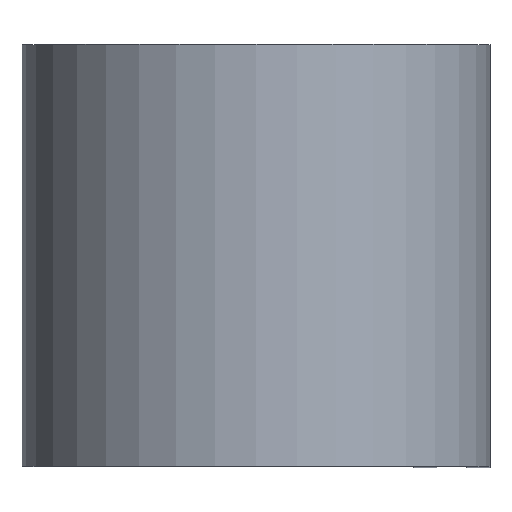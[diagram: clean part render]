
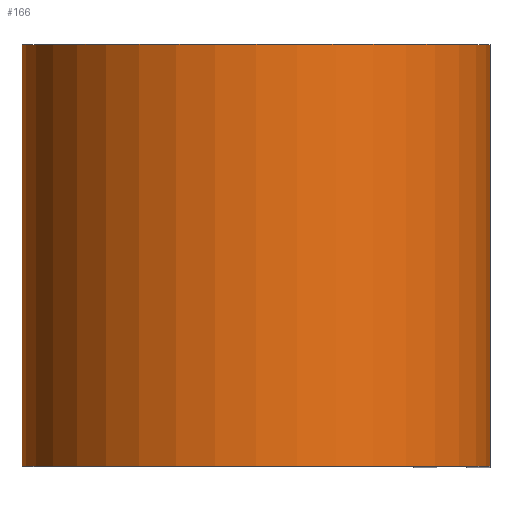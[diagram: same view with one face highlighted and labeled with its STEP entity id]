
A CAD part, top view. The second image highlights one B-rep face of the part: STEP entity #166.
In plain terms, the highlighted cylindrical face has radius 12.332 mm (diameter 24.663 mm), a partial arc.
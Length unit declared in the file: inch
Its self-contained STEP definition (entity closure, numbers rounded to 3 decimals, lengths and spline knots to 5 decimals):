
#43 = ORIENTED_EDGE ( 'NONE', *, *, #556, .T. ) ;
#47 = VERTEX_POINT ( 'NONE', #74 ) ;
#51 = ORIENTED_EDGE ( 'NONE', *, *, #185, .T. ) ;
#74 = CARTESIAN_POINT ( 'NONE',  ( 0., -0.4375, -0.4855 ) ) ;
#132 = EDGE_CURVE ( 'NONE', #380, #304, #632, .T. ) ;
#154 = CARTESIAN_POINT ( 'NONE',  ( 0., 0.4375, -0.4855 ) ) ;
#163 = DIRECTION ( 'NONE',  ( 0., -1., 0. ) ) ;
#166 = ADVANCED_FACE ( 'NONE', ( #703 ), #706, .T. ) ;
#185 = EDGE_CURVE ( 'NONE', #47, #356, #701, .T. ) ;
#224 = DIRECTION ( 'NONE',  ( 0., 1., 0. ) ) ;
#232 = EDGE_CURVE ( 'NONE', #304, #356, #461, .T. ) ;
#259 = CARTESIAN_POINT ( 'NONE',  ( 0.4855, 0.4375, 0. ) ) ;
#267 = CARTESIAN_POINT ( 'NONE',  ( 0., 0.4375, 0. ) ) ;
#271 = DIRECTION ( 'NONE',  ( 1., 0., 0. ) ) ;
#276 = DIRECTION ( 'NONE',  ( 0., 1., 0. ) ) ;
#279 = AXIS2_PLACEMENT_3D ( 'NONE', #267, #224, #562 ) ;
#280 = CARTESIAN_POINT ( 'NONE',  ( 0.4855, -0.4375, 0. ) ) ;
#304 = VERTEX_POINT ( 'NONE', #520 ) ;
#322 = DIRECTION ( 'NONE',  ( 0., 0., -1. ) ) ;
#325 = DIRECTION ( 'NONE',  ( 0., -1., 0. ) ) ;
#330 = CARTESIAN_POINT ( 'NONE',  ( 0., -0.4375, 0. ) ) ;
#353 = AXIS2_PLACEMENT_3D ( 'NONE', #330, #276, #271 ) ;
#356 = VERTEX_POINT ( 'NONE', #280 ) ;
#380 = VERTEX_POINT ( 'NONE', #514 ) ;
#411 = EDGE_LOOP ( 'NONE', ( #51, #722, #439, #43 ) ) ;
#418 = LINE ( 'NONE', #154, #468 ) ;
#424 = AXIS2_PLACEMENT_3D ( 'NONE', #435, #325, #322 ) ;
#435 = CARTESIAN_POINT ( 'NONE',  ( 0., 0.4375, 0. ) ) ;
#439 = ORIENTED_EDGE ( 'NONE', *, *, #132, .F. ) ;
#461 = LINE ( 'NONE', #259, #464 ) ;
#464 = VECTOR ( 'NONE', #551, 39.37008 ) ;
#468 = VECTOR ( 'NONE', #163, 39.37008 ) ;
#514 = CARTESIAN_POINT ( 'NONE',  ( 0., 0.4375, -0.4855 ) ) ;
#520 = CARTESIAN_POINT ( 'NONE',  ( 0.4855, 0.4375, 0. ) ) ;
#551 = DIRECTION ( 'NONE',  ( 0., -1., 0. ) ) ;
#556 = EDGE_CURVE ( 'NONE', #380, #47, #418, .T. ) ;
#562 = DIRECTION ( 'NONE',  ( 1., 0., 0. ) ) ;
#632 = CIRCLE ( 'NONE', #279, 0.4855 ) ;
#701 = CIRCLE ( 'NONE', #353, 0.4855 ) ;
#703 = FACE_OUTER_BOUND ( 'NONE', #411, .T. ) ;
#706 = CYLINDRICAL_SURFACE ( 'NONE', #424, 0.4855 ) ;
#722 = ORIENTED_EDGE ( 'NONE', *, *, #232, .F. ) ;
